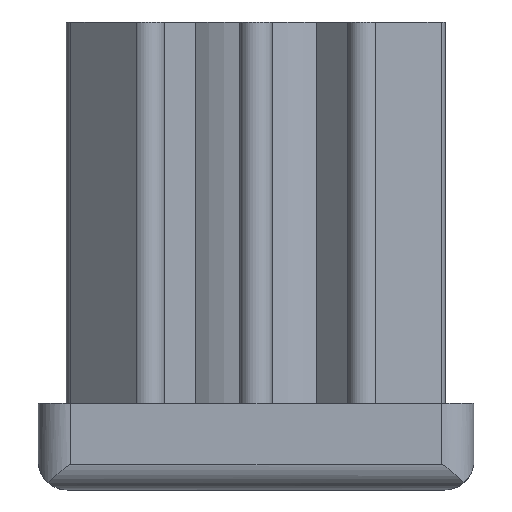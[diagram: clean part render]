
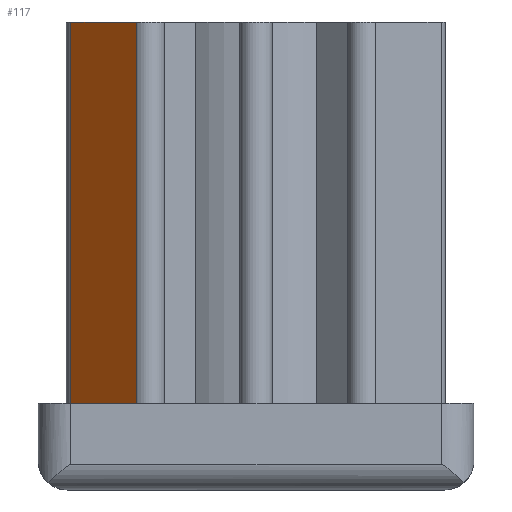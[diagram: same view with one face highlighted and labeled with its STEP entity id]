
A CAD part, left-side view. The second image highlights one B-rep face of the part: STEP entity #117.
In plain terms, the highlighted planar face has unit normal (-0.707, 0.707, 0).
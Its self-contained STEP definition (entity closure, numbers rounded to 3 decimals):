
#117 = ADVANCED_FACE( '', ( #283 ), #284, .F. );
#283 = FACE_OUTER_BOUND( '', #498, .T. );
#284 = PLANE( '', #499 );
#498 = EDGE_LOOP( '', ( #771, #772, #773, #774 ) );
#499 = AXIS2_PLACEMENT_3D( '', #775, #776, #777 );
#771 = ORIENTED_EDGE( '', *, *, #1369, .T. );
#772 = ORIENTED_EDGE( '', *, *, #1370, .T. );
#773 = ORIENTED_EDGE( '', *, *, #1371, .F. );
#774 = ORIENTED_EDGE( '', *, *, #1372, .F. );
#775 = CARTESIAN_POINT( '', ( -11., 17., 43. ) );
#776 = DIRECTION( '', ( 0.707, -0.707, 0. ) );
#777 = DIRECTION( '', ( 0.707, 0.707, 0. ) );
#1369 = EDGE_CURVE( '', #1672, #1673, #1674, .T. );
#1370 = EDGE_CURVE( '', #1673, #1675, #1676, .T. );
#1371 = EDGE_CURVE( '', #1677, #1675, #1678, .T. );
#1372 = EDGE_CURVE( '', #1672, #1677, #1679, .T. );
#1672 = VERTEX_POINT( '', #2136 );
#1673 = VERTEX_POINT( '', #2137 );
#1674 = LINE( '', #2138, #2139 );
#1675 = VERTEX_POINT( '', #2140 );
#1676 = LINE( '', #2141, #2142 );
#1677 = VERTEX_POINT( '', #2143 );
#1678 = LINE( '', #2144, #2145 );
#1679 = LINE( '', #2146, #2147 );
#2136 = CARTESIAN_POINT( '', ( -11., 17., 43. ) );
#2137 = CARTESIAN_POINT( '', ( -11., 17., 8. ) );
#2138 = CARTESIAN_POINT( '', ( -11., 17., 43. ) );
#2139 = VECTOR( '', #2641, 1000. );
#2140 = CARTESIAN_POINT( '', ( -17., 11., 8. ) );
#2141 = CARTESIAN_POINT( '', ( -11., 17., 8. ) );
#2142 = VECTOR( '', #2642, 1000. );
#2143 = CARTESIAN_POINT( '', ( -17., 11., 43. ) );
#2144 = CARTESIAN_POINT( '', ( -17., 11., 43. ) );
#2145 = VECTOR( '', #2643, 1000. );
#2146 = CARTESIAN_POINT( '', ( -11., 17., 43. ) );
#2147 = VECTOR( '', #2644, 1000. );
#2641 = DIRECTION( '', ( 0., 0., -1. ) );
#2642 = DIRECTION( '', ( -0.707, -0.707, 0. ) );
#2643 = DIRECTION( '', ( 0., 0., -1. ) );
#2644 = DIRECTION( '', ( -0.707, -0.707, 0. ) );
